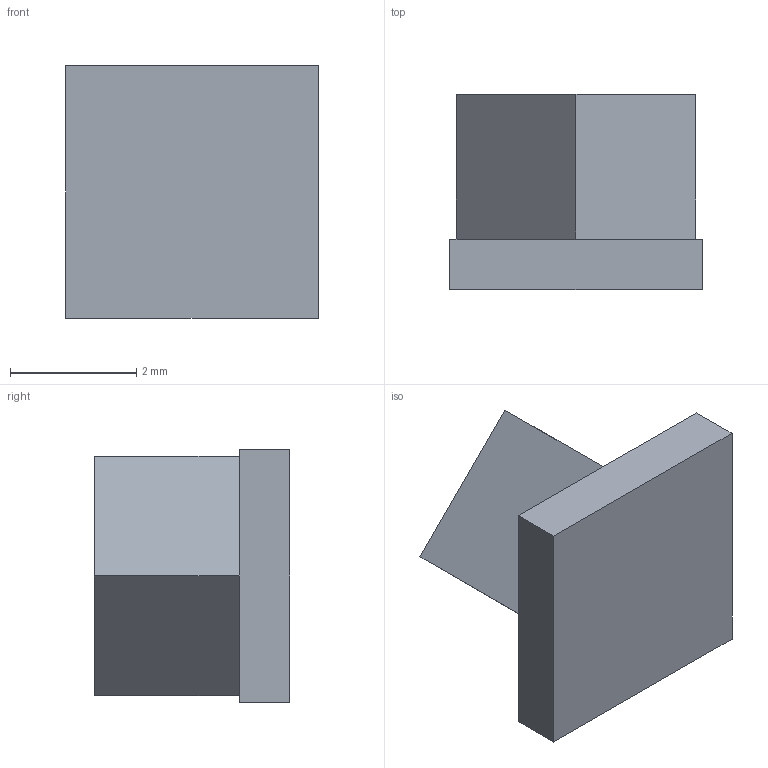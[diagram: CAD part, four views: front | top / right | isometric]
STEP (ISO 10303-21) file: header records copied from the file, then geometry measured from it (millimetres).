
FILE_DESCRIPTION (( 'STEP AP214' ), '1' );
FILE_NAME ('INGUN_108701.STEP', '2021-03-25T10:58:38', ( '' ), ( '' ), 'SwSTEP 2.0', 'SolidWorks 2018', '' );
FILE_SCHEMA (( 'AUTOMOTIVE_DESIGN' ));
Length unit declared in the file: millimetre
Products named in the file (1): INGUN_108701
Bounding box: 4 x 3.1 x 4 mm (x, y, z)
Volume: 28.7 mm3; surface area: 93.6 mm2
Topology: 2 solids, 2 shells, 38 faces, 90 edges, 60 vertices
Faces by surface type: plane 38
Entity records: 1183 total; most frequent: CARTESIAN_POINT 189, ORIENTED_EDGE 180, DIRECTION 168, VECTOR 90, EDGE_CURVE 90, LINE 90, VERTEX_POINT 60, EDGE_LOOP 42
